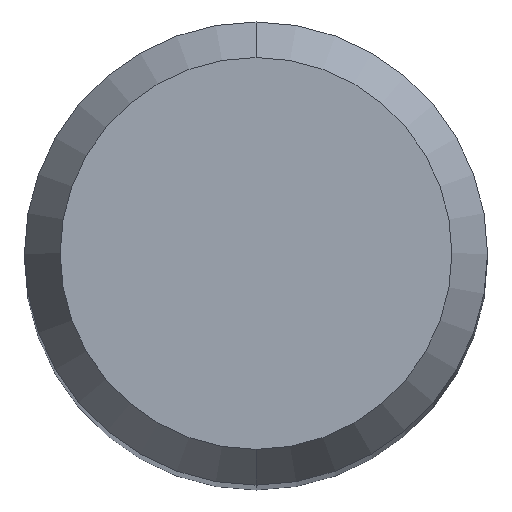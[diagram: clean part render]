
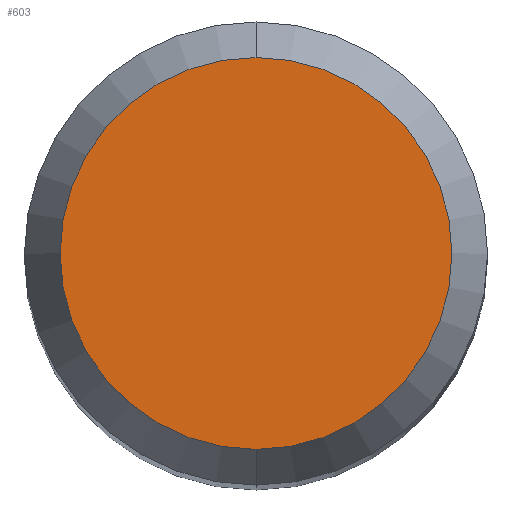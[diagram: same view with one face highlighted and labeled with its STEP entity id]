
A CAD part, top view. The second image highlights one B-rep face of the part: STEP entity #603.
In plain terms, the highlighted planar face has unit normal (0, 0, 1).
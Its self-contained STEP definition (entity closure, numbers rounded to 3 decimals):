
#451=VERTEX_POINT('',#1159);
#467=EDGE_CURVE('',#717,#451,#1177,.T.);
#603=ADVANCED_FACE('',(#1326),#1327,.T.);
#717=VERTEX_POINT('',#1451);
#735=EDGE_CURVE('',#451,#717,#1472,.T.);
#1159=CARTESIAN_POINT('',(0.0,2.538,0.0));
#1177=CIRCLE('',#2364,2.538);
#1326=FACE_OUTER_BOUND('',#2794,.T.);
#1327=PLANE('',#2795);
#1451=CARTESIAN_POINT('',(0.,-2.538,0.0));
#1472=CIRCLE('',#3103,2.538);
#2364=AXIS2_PLACEMENT_3D('',#5094,#5095,#5096);
#2794=EDGE_LOOP('',(#5282,#5283));
#2795=AXIS2_PLACEMENT_3D('',#5284,#5285,#5286);
#3103=AXIS2_PLACEMENT_3D('',#5455,#5456,#5457);
#5094=CARTESIAN_POINT('',(0.0,0.0,0.0));
#5095=DIRECTION('',(0.0,0.0,-1.0));
#5096=DIRECTION('',(0.0,1.0,0.0));
#5282=ORIENTED_EDGE('',*,*,#735,.F.);
#5283=ORIENTED_EDGE('',*,*,#467,.F.);
#5284=CARTESIAN_POINT('',(0.0,1.269,0.0));
#5285=DIRECTION('',(-0.0,0.0,1.0));
#5286=DIRECTION('',(0.0,-1.0,0.0));
#5455=CARTESIAN_POINT('',(0.0,0.0,0.0));
#5456=DIRECTION('',(0.0,0.0,-1.0));
#5457=DIRECTION('',(0.0,1.0,0.0));
